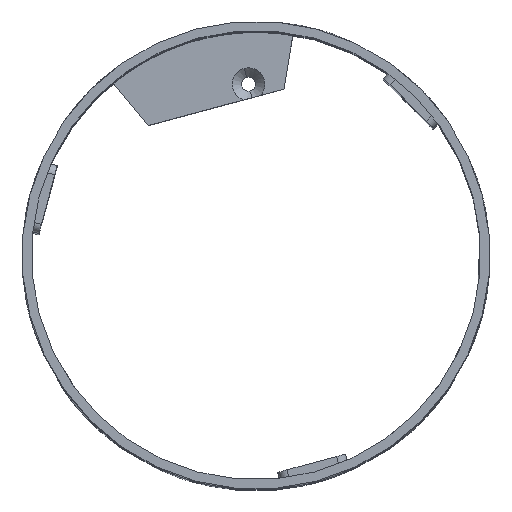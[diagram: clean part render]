
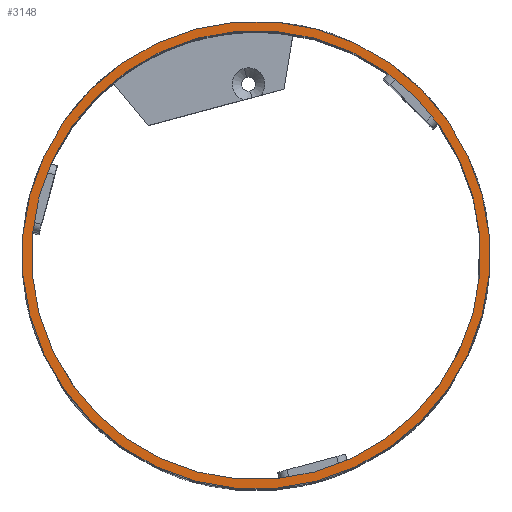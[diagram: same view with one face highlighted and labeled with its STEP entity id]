
A CAD part, top view. The second image highlights one B-rep face of the part: STEP entity #3148.
In plain terms, the highlighted face is planar.
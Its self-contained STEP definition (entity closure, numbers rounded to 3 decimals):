
#512 = CARTESIAN_POINT ( 'NONE',  ( 50., 0., 0. ) ) ;
#843 = CIRCLE ( 'NONE', #8168, 50. ) ;
#1538 = DIRECTION ( 'NONE',  ( 0., 0., 1. ) ) ;
#2401 = CARTESIAN_POINT ( 'NONE',  ( 0., 0., 0. ) ) ;
#3148 = ADVANCED_FACE ( 'NONE', ( #12617, #28897 ), #10024, .F. ) ;
#4065 = DIRECTION ( 'NONE',  ( 1., 0., 0. ) ) ;
#4820 = AXIS2_PLACEMENT_3D ( 'NONE', #22933, #22080, #25215 ) ;
#5304 = VERTEX_POINT ( 'NONE', #14177 ) ;
#5727 = VERTEX_POINT ( 'NONE', #16572 ) ;
#6320 = VERTEX_POINT ( 'NONE', #512 ) ;
#7070 = AXIS2_PLACEMENT_3D ( 'NONE', #2401, #24948, #4065 ) ;
#7849 = DIRECTION ( 'NONE',  ( 0., 0., 1. ) ) ;
#8168 = AXIS2_PLACEMENT_3D ( 'NONE', #24148, #7849, #26744 ) ;
#10024 = PLANE ( 'NONE',  #12622 ) ;
#10707 = CIRCLE ( 'NONE', #13604, 48. ) ;
#11216 = ORIENTED_EDGE ( 'NONE', *, *, #16396, .F. ) ;
#11769 = EDGE_CURVE ( 'NONE', #5304, #5727, #16515, .T. ) ;
#11920 = EDGE_CURVE ( 'NONE', #5727, #5304, #10707, .T. ) ;
#12617 = FACE_OUTER_BOUND ( 'NONE', #17539, .T. ) ;
#12622 = AXIS2_PLACEMENT_3D ( 'NONE', #21902, #15208, #28738 ) ;
#12639 = CARTESIAN_POINT ( 'NONE',  ( -50., 0., 0. ) ) ;
#12968 = EDGE_LOOP ( 'NONE', ( #26905, #14565 ) ) ;
#13604 = AXIS2_PLACEMENT_3D ( 'NONE', #15417, #1538, #27423 ) ;
#14177 = CARTESIAN_POINT ( 'NONE',  ( 48., 0., 0. ) ) ;
#14565 = ORIENTED_EDGE ( 'NONE', *, *, #11769, .T. ) ;
#15208 = DIRECTION ( 'NONE',  ( 0., 0., 1. ) ) ;
#15417 = CARTESIAN_POINT ( 'NONE',  ( 0., 0., 0. ) ) ;
#16396 = EDGE_CURVE ( 'NONE', #20388, #6320, #843, .T. ) ;
#16515 = CIRCLE ( 'NONE', #4820, 48. ) ;
#16572 = CARTESIAN_POINT ( 'NONE',  ( -48., 0., 0. ) ) ;
#17539 = EDGE_LOOP ( 'NONE', ( #11216, #24156 ) ) ;
#20388 = VERTEX_POINT ( 'NONE', #12639 ) ;
#21902 = CARTESIAN_POINT ( 'NONE',  ( 0., 0., 0. ) ) ;
#22080 = DIRECTION ( 'NONE',  ( 0., 0., 1. ) ) ;
#22933 = CARTESIAN_POINT ( 'NONE',  ( 0., 0., 0. ) ) ;
#24148 = CARTESIAN_POINT ( 'NONE',  ( 0., 0., 0. ) ) ;
#24156 = ORIENTED_EDGE ( 'NONE', *, *, #25225, .F. ) ;
#24948 = DIRECTION ( 'NONE',  ( 0., 0., 1. ) ) ;
#25215 = DIRECTION ( 'NONE',  ( 1., 0., 0. ) ) ;
#25225 = EDGE_CURVE ( 'NONE', #6320, #20388, #28457, .T. ) ;
#26744 = DIRECTION ( 'NONE',  ( 1., 0., 0. ) ) ;
#26905 = ORIENTED_EDGE ( 'NONE', *, *, #11920, .T. ) ;
#27423 = DIRECTION ( 'NONE',  ( 1., 0., 0. ) ) ;
#28457 = CIRCLE ( 'NONE', #7070, 50. ) ;
#28738 = DIRECTION ( 'NONE',  ( 1., 0., 0. ) ) ;
#28897 = FACE_BOUND ( 'NONE', #12968, .T. ) ;
